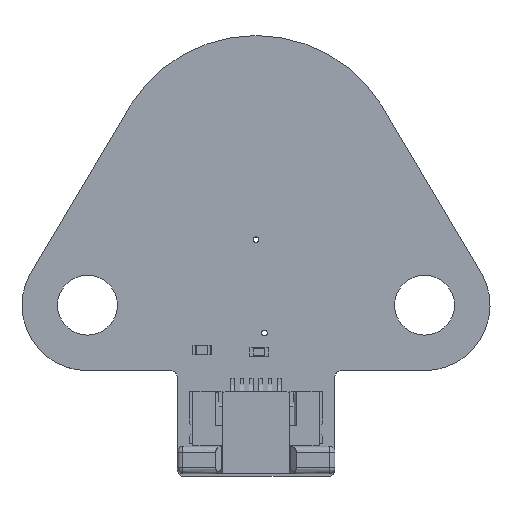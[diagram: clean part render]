
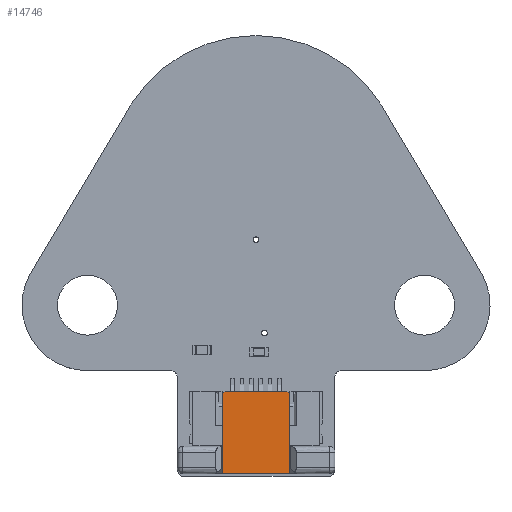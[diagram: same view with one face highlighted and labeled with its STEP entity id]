
A CAD part, top view. The second image highlights one B-rep face of the part: STEP entity #14746.
In plain terms, the highlighted free-form (B-spline) face has degree [1, 1] with [2, 2] control points.
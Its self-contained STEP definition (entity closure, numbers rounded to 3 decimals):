
#3652 = B_SPLINE_SURFACE_WITH_KNOTS('',1,1,(
    (#3653,#3654)
    ,(#3655,#3656
  )),.UNSPECIFIED.,.F.,.F.,.F.,(2,2),(2,2),(-0.915,0.915),(
    -0.106,0.106),.PIECEWISE_BEZIER_KNOTS.);
#3653 = CARTESIAN_POINT('',(1.8,1.,-4.25));
#3654 = CARTESIAN_POINT('',(1.65,1.,-4.4));
#3655 = CARTESIAN_POINT('',(1.8,-0.83,-4.25));
#3656 = CARTESIAN_POINT('',(1.65,-0.83,-4.4));
#3677 = B_SPLINE_SURFACE_WITH_KNOTS('',1,1,(
    (#3678,#3679)
    ,(#3680,#3681
    )),.UNSPECIFIED.,.F.,.F.,.F.,(2,2),(2,2),(0.,1.83),(-4.41,-0.15),
  .PIECEWISE_BEZIER_KNOTS.);
#3678 = CARTESIAN_POINT('',(1.8,-0.83,0.01));
#3679 = CARTESIAN_POINT('',(1.8,-0.83,-4.25));
#3680 = CARTESIAN_POINT('',(1.8,1.,0.01));
#3681 = CARTESIAN_POINT('',(1.8,1.,-4.25));
#3995 = B_SPLINE_SURFACE_WITH_KNOTS('',1,1,(
    (#3996,#3997)
    ,(#3998,#3999
    )),.UNSPECIFIED.,.F.,.F.,.F.,(2,2),(2,2),(-0.17,1.66),(-4.41,-0.15),
  .PIECEWISE_BEZIER_KNOTS.);
#3996 = CARTESIAN_POINT('',(-1.8,1.,0.01));
#3997 = CARTESIAN_POINT('',(-1.8,1.,-4.25));
#3998 = CARTESIAN_POINT('',(-1.8,-0.83,0.01));
#3999 = CARTESIAN_POINT('',(-1.8,-0.83,-4.25));
#4020 = B_SPLINE_SURFACE_WITH_KNOTS('',1,1,(
    (#4021,#4022)
    ,(#4023,#4024
  )),.UNSPECIFIED.,.F.,.F.,.F.,(2,2),(2,2),(-0.915,0.915),(
    -0.106,0.106),.PIECEWISE_BEZIER_KNOTS.);
#4021 = CARTESIAN_POINT('',(-1.65,1.,-4.4));
#4022 = CARTESIAN_POINT('',(-1.8,1.,-4.25));
#4023 = CARTESIAN_POINT('',(-1.65,-0.83,-4.4));
#4024 = CARTESIAN_POINT('',(-1.8,-0.83,-4.25));
#4892 = VERTEX_POINT('',#4893);
#4893 = CARTESIAN_POINT('',(1.65,1.,-4.4));
#4899 = B_SPLINE_SURFACE_WITH_KNOTS('',1,1,(
    (#4900,#4901)
    ,(#4902,#4903
    )),.UNSPECIFIED.,.F.,.F.,.F.,(2,2),(2,2),(-1.65,1.65),(-1.,1.),
  .PIECEWISE_BEZIER_KNOTS.);
#4900 = CARTESIAN_POINT('',(1.65,1.,-4.4));
#4901 = CARTESIAN_POINT('',(1.65,-1.,-4.4));
#4902 = CARTESIAN_POINT('',(-1.65,1.,-4.4));
#4903 = CARTESIAN_POINT('',(-1.65,-1.,-4.4));
#4916 = EDGE_CURVE('',#4892,#4917,#4919,.T.);
#4917 = VERTEX_POINT('',#4918);
#4918 = CARTESIAN_POINT('',(-1.65,1.,-4.4));
#4919 = SURFACE_CURVE('',#4920,(#4923,#4929),.PCURVE_S1.);
#4920 = B_SPLINE_CURVE_WITH_KNOTS('',1,(#4921,#4922),.UNSPECIFIED.,.F.,
  .F.,(2,2),(0.,3.3),.PIECEWISE_BEZIER_KNOTS.);
#4921 = CARTESIAN_POINT('',(1.65,1.,-4.4));
#4922 = CARTESIAN_POINT('',(-1.65,1.,-4.4));
#4923 = PCURVE('',#4899,#4924);
#4924 = DEFINITIONAL_REPRESENTATION('',(#4925),#4928);
#4925 = B_SPLINE_CURVE_WITH_KNOTS('',1,(#4926,#4927),.UNSPECIFIED.,.F.,
  .F.,(2,2),(0.,3.3),.PIECEWISE_BEZIER_KNOTS.);
#4926 = CARTESIAN_POINT('',(-1.65,-1.));
#4927 = CARTESIAN_POINT('',(1.65,-1.));
#4928 = ( GEOMETRIC_REPRESENTATION_CONTEXT(2) 
PARAMETRIC_REPRESENTATION_CONTEXT() REPRESENTATION_CONTEXT('2D SPACE',''
  ) );
#4929 = PCURVE('',#4930,#4935);
#4930 = B_SPLINE_SURFACE_WITH_KNOTS('',1,1,(
    (#4931,#4932)
    ,(#4933,#4934
    )),.UNSPECIFIED.,.F.,.F.,.F.,(2,2),(2,2),(-0.15,3.45),(-4.41,0.),
  .PIECEWISE_BEZIER_KNOTS.);
#4931 = CARTESIAN_POINT('',(-1.8,1.,0.01));
#4932 = CARTESIAN_POINT('',(-1.8,1.,-4.4));
#4933 = CARTESIAN_POINT('',(1.8,1.,0.01));
#4934 = CARTESIAN_POINT('',(1.8,1.,-4.4));
#4935 = DEFINITIONAL_REPRESENTATION('',(#4936),#4939);
#4936 = B_SPLINE_CURVE_WITH_KNOTS('',1,(#4937,#4938),.UNSPECIFIED.,.F.,
  .F.,(2,2),(0.,3.3),.PIECEWISE_BEZIER_KNOTS.);
#4937 = CARTESIAN_POINT('',(3.3,0.));
#4938 = CARTESIAN_POINT('',(0.,0.));
#4939 = ( GEOMETRIC_REPRESENTATION_CONTEXT(2) 
PARAMETRIC_REPRESENTATION_CONTEXT() REPRESENTATION_CONTEXT('2D SPACE',''
  ) );
#6150 = EDGE_CURVE('',#6151,#4892,#6153,.T.);
#6151 = VERTEX_POINT('',#6152);
#6152 = CARTESIAN_POINT('',(1.8,1.,-4.25));
#6153 = SURFACE_CURVE('',#6154,(#6157,#6163),.PCURVE_S1.);
#6154 = B_SPLINE_CURVE_WITH_KNOTS('',1,(#6155,#6156),.UNSPECIFIED.,.F.,
  .F.,(2,2),(0.,0.212),.PIECEWISE_BEZIER_KNOTS.);
#6155 = CARTESIAN_POINT('',(1.8,1.,-4.25));
#6156 = CARTESIAN_POINT('',(1.65,1.,-4.4));
#6157 = PCURVE('',#3652,#6158);
#6158 = DEFINITIONAL_REPRESENTATION('',(#6159),#6162);
#6159 = B_SPLINE_CURVE_WITH_KNOTS('',1,(#6160,#6161),.UNSPECIFIED.,.F.,
  .F.,(2,2),(0.,0.212),.PIECEWISE_BEZIER_KNOTS.);
#6160 = CARTESIAN_POINT('',(-0.915,-0.106));
#6161 = CARTESIAN_POINT('',(-0.915,0.106));
#6162 = ( GEOMETRIC_REPRESENTATION_CONTEXT(2) 
PARAMETRIC_REPRESENTATION_CONTEXT() REPRESENTATION_CONTEXT('2D SPACE',''
  ) );
#6163 = PCURVE('',#4930,#6164);
#6164 = DEFINITIONAL_REPRESENTATION('',(#6165),#6168);
#6165 = B_SPLINE_CURVE_WITH_KNOTS('',1,(#6166,#6167),.UNSPECIFIED.,.F.,
  .F.,(2,2),(0.,0.212),.PIECEWISE_BEZIER_KNOTS.);
#6166 = CARTESIAN_POINT('',(3.45,-0.15));
#6167 = CARTESIAN_POINT('',(3.3,0.));
#6168 = ( GEOMETRIC_REPRESENTATION_CONTEXT(2) 
PARAMETRIC_REPRESENTATION_CONTEXT() REPRESENTATION_CONTEXT('2D SPACE',''
  ) );
#6305 = VERTEX_POINT('',#6306);
#6306 = CARTESIAN_POINT('',(1.8,1.,0.01));
#6318 = B_SPLINE_SURFACE_WITH_KNOTS('',1,1,(
    (#6319,#6320)
    ,(#6321,#6322
    )),.UNSPECIFIED.,.F.,.F.,.F.,(2,2),(2,2),(-1.8,1.8),(-1.,
    -0.7),.PIECEWISE_BEZIER_KNOTS.);
#6319 = CARTESIAN_POINT('',(-1.8,1.,0.01));
#6320 = CARTESIAN_POINT('',(-1.8,0.7,0.01));
#6321 = CARTESIAN_POINT('',(1.8,1.,0.01));
#6322 = CARTESIAN_POINT('',(1.8,0.7,0.01));
#6329 = EDGE_CURVE('',#6305,#6151,#6330,.T.);
#6330 = SURFACE_CURVE('',#6331,(#6334,#6340),.PCURVE_S1.);
#6331 = B_SPLINE_CURVE_WITH_KNOTS('',1,(#6332,#6333),.UNSPECIFIED.,.F.,
  .F.,(2,2),(0.,4.26),.PIECEWISE_BEZIER_KNOTS.);
#6332 = CARTESIAN_POINT('',(1.8,1.,0.01));
#6333 = CARTESIAN_POINT('',(1.8,1.,-4.25));
#6334 = PCURVE('',#3677,#6335);
#6335 = DEFINITIONAL_REPRESENTATION('',(#6336),#6339);
#6336 = B_SPLINE_CURVE_WITH_KNOTS('',1,(#6337,#6338),.UNSPECIFIED.,.F.,
  .F.,(2,2),(0.,4.26),.PIECEWISE_BEZIER_KNOTS.);
#6337 = CARTESIAN_POINT('',(1.83,-4.41));
#6338 = CARTESIAN_POINT('',(1.83,-0.15));
#6339 = ( GEOMETRIC_REPRESENTATION_CONTEXT(2) 
PARAMETRIC_REPRESENTATION_CONTEXT() REPRESENTATION_CONTEXT('2D SPACE',''
  ) );
#6340 = PCURVE('',#4930,#6341);
#6341 = DEFINITIONAL_REPRESENTATION('',(#6342),#6345);
#6342 = B_SPLINE_CURVE_WITH_KNOTS('',1,(#6343,#6344),.UNSPECIFIED.,.F.,
  .F.,(2,2),(0.,4.26),.PIECEWISE_BEZIER_KNOTS.);
#6343 = CARTESIAN_POINT('',(3.45,-4.41));
#6344 = CARTESIAN_POINT('',(3.45,-0.15));
#6345 = ( GEOMETRIC_REPRESENTATION_CONTEXT(2) 
PARAMETRIC_REPRESENTATION_CONTEXT() REPRESENTATION_CONTEXT('2D SPACE',''
  ) );
#7506 = VERTEX_POINT('',#7507);
#7507 = CARTESIAN_POINT('',(-1.8,1.,-4.25));
#7525 = EDGE_CURVE('',#7526,#7506,#7528,.T.);
#7526 = VERTEX_POINT('',#7527);
#7527 = CARTESIAN_POINT('',(-1.8,1.,0.01));
#7528 = SURFACE_CURVE('',#7529,(#7532,#7538),.PCURVE_S1.);
#7529 = B_SPLINE_CURVE_WITH_KNOTS('',1,(#7530,#7531),.UNSPECIFIED.,.F.,
  .F.,(2,2),(0.,4.26),.PIECEWISE_BEZIER_KNOTS.);
#7530 = CARTESIAN_POINT('',(-1.8,1.,0.01));
#7531 = CARTESIAN_POINT('',(-1.8,1.,-4.25));
#7532 = PCURVE('',#3995,#7533);
#7533 = DEFINITIONAL_REPRESENTATION('',(#7534),#7537);
#7534 = B_SPLINE_CURVE_WITH_KNOTS('',1,(#7535,#7536),.UNSPECIFIED.,.F.,
  .F.,(2,2),(0.,4.26),.PIECEWISE_BEZIER_KNOTS.);
#7535 = CARTESIAN_POINT('',(-0.17,-4.41));
#7536 = CARTESIAN_POINT('',(-0.17,-0.15));
#7537 = ( GEOMETRIC_REPRESENTATION_CONTEXT(2) 
PARAMETRIC_REPRESENTATION_CONTEXT() REPRESENTATION_CONTEXT('2D SPACE',''
  ) );
#7538 = PCURVE('',#4930,#7539);
#7539 = DEFINITIONAL_REPRESENTATION('',(#7540),#7543);
#7540 = B_SPLINE_CURVE_WITH_KNOTS('',1,(#7541,#7542),.UNSPECIFIED.,.F.,
  .F.,(2,2),(0.,4.26),.PIECEWISE_BEZIER_KNOTS.);
#7541 = CARTESIAN_POINT('',(-0.15,-4.41));
#7542 = CARTESIAN_POINT('',(-0.15,-0.15));
#7543 = ( GEOMETRIC_REPRESENTATION_CONTEXT(2) 
PARAMETRIC_REPRESENTATION_CONTEXT() REPRESENTATION_CONTEXT('2D SPACE',''
  ) );
#14728 = EDGE_CURVE('',#6305,#7526,#14729,.T.);
#14729 = SURFACE_CURVE('',#14730,(#14733,#14739),.PCURVE_S1.);
#14730 = B_SPLINE_CURVE_WITH_KNOTS('',1,(#14731,#14732),.UNSPECIFIED.,
  .F.,.F.,(2,2),(0.,3.6),.PIECEWISE_BEZIER_KNOTS.);
#14731 = CARTESIAN_POINT('',(1.8,1.,0.01));
#14732 = CARTESIAN_POINT('',(-1.8,1.,0.01));
#14733 = PCURVE('',#6318,#14734);
#14734 = DEFINITIONAL_REPRESENTATION('',(#14735),#14738);
#14735 = B_SPLINE_CURVE_WITH_KNOTS('',1,(#14736,#14737),.UNSPECIFIED.,
  .F.,.F.,(2,2),(0.,3.6),.PIECEWISE_BEZIER_KNOTS.);
#14736 = CARTESIAN_POINT('',(1.8,-1.));
#14737 = CARTESIAN_POINT('',(-1.8,-1.));
#14738 = ( GEOMETRIC_REPRESENTATION_CONTEXT(2) 
PARAMETRIC_REPRESENTATION_CONTEXT() REPRESENTATION_CONTEXT('2D SPACE',''
  ) );
#14739 = PCURVE('',#4930,#14740);
#14740 = DEFINITIONAL_REPRESENTATION('',(#14741),#14744);
#14741 = B_SPLINE_CURVE_WITH_KNOTS('',1,(#14742,#14743),.UNSPECIFIED.,
  .F.,.F.,(2,2),(0.,3.6),.PIECEWISE_BEZIER_KNOTS.);
#14742 = CARTESIAN_POINT('',(3.45,-4.41));
#14743 = CARTESIAN_POINT('',(-0.15,-4.41));
#14744 = ( GEOMETRIC_REPRESENTATION_CONTEXT(2) 
PARAMETRIC_REPRESENTATION_CONTEXT() REPRESENTATION_CONTEXT('2D SPACE',''
  ) );
#14746 = ADVANCED_FACE('',(#14747),#4930,.T.);
#14747 = FACE_BOUND('',#14748,.F.);
#14748 = EDGE_LOOP('',(#14749,#14750,#14751,#14752,#14753,#14771));
#14749 = ORIENTED_EDGE('',*,*,#6150,.F.);
#14750 = ORIENTED_EDGE('',*,*,#6329,.F.);
#14751 = ORIENTED_EDGE('',*,*,#14728,.T.);
#14752 = ORIENTED_EDGE('',*,*,#7525,.T.);
#14753 = ORIENTED_EDGE('',*,*,#14754,.F.);
#14754 = EDGE_CURVE('',#4917,#7506,#14755,.T.);
#14755 = SURFACE_CURVE('',#14756,(#14759,#14765),.PCURVE_S1.);
#14756 = B_SPLINE_CURVE_WITH_KNOTS('',1,(#14757,#14758),.UNSPECIFIED.,
  .F.,.F.,(2,2),(0.,0.212),.PIECEWISE_BEZIER_KNOTS.);
#14757 = CARTESIAN_POINT('',(-1.65,1.,-4.4));
#14758 = CARTESIAN_POINT('',(-1.8,1.,-4.25));
#14759 = PCURVE('',#4930,#14760);
#14760 = DEFINITIONAL_REPRESENTATION('',(#14761),#14764);
#14761 = B_SPLINE_CURVE_WITH_KNOTS('',1,(#14762,#14763),.UNSPECIFIED.,
  .F.,.F.,(2,2),(0.,0.212),.PIECEWISE_BEZIER_KNOTS.);
#14762 = CARTESIAN_POINT('',(0.,0.));
#14763 = CARTESIAN_POINT('',(-0.15,-0.15));
#14764 = ( GEOMETRIC_REPRESENTATION_CONTEXT(2) 
PARAMETRIC_REPRESENTATION_CONTEXT() REPRESENTATION_CONTEXT('2D SPACE',''
  ) );
#14765 = PCURVE('',#4020,#14766);
#14766 = DEFINITIONAL_REPRESENTATION('',(#14767),#14770);
#14767 = B_SPLINE_CURVE_WITH_KNOTS('',1,(#14768,#14769),.UNSPECIFIED.,
  .F.,.F.,(2,2),(0.,0.212),.PIECEWISE_BEZIER_KNOTS.);
#14768 = CARTESIAN_POINT('',(-0.915,-0.106));
#14769 = CARTESIAN_POINT('',(-0.915,0.106));
#14770 = ( GEOMETRIC_REPRESENTATION_CONTEXT(2) 
PARAMETRIC_REPRESENTATION_CONTEXT() REPRESENTATION_CONTEXT('2D SPACE',''
  ) );
#14771 = ORIENTED_EDGE('',*,*,#4916,.F.);
